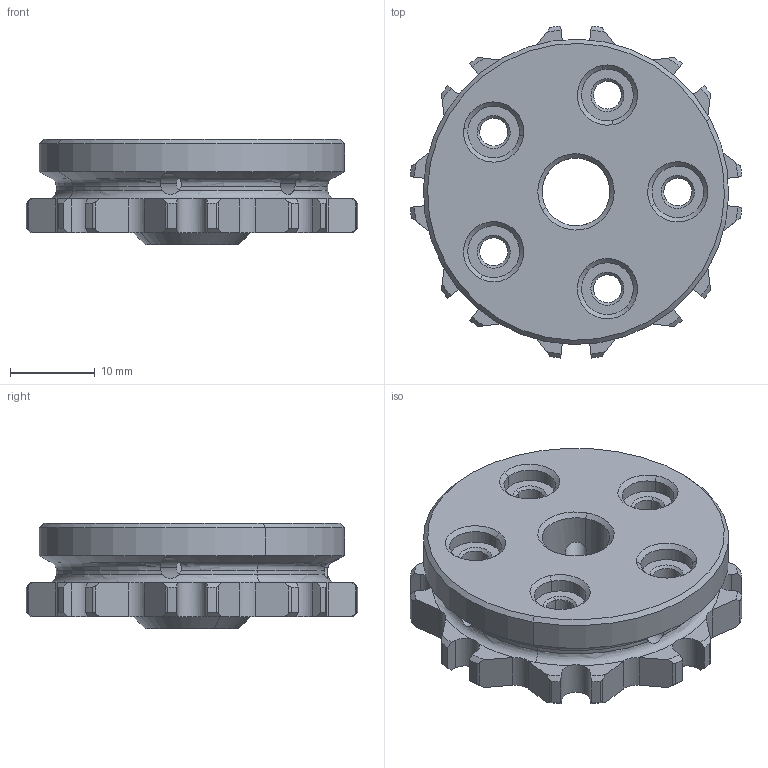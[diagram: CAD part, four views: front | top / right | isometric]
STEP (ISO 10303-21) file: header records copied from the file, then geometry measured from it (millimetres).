
FILE_DESCRIPTION(('CATIA V5 STEP','CAx-IF Rec.Pracs.--- Model Styling and Organization---1.4--- 2014-01-23','CAx-IF Rec.Pracs.--- Geometric and Assembly Validation Properties ---4.2---2014-10-09','CAx-IF Rec.Pracs.---3D Tessellated Data Validation Properties---0.5---2014-09-14'),'2;1');
FILE_NAME('MOYEU_ROUE_FW01.stp','2021-12-22T15:10:29+00:00',('SAFRAN AIRCRAFT ENGINES'),('SAFRAN'),'CATIA Version 5-6 Release 2018 SP4 HF16','CATIA V5 STEP AP242','none');
FILE_SCHEMA(('AP242_MANAGED_MODEL_BASED_3D_ENGINEERING_MIM_LF {1 0 10303 442 1 1 4}'));
Length unit declared in the file: millimetre
Products named in the file (1): MOYEU_ARRIERE_ROUE_FW01
Bounding box: 39.13 x 39.13 x 12.4 mm (x, y, z)
Volume: 9258.6 mm3; surface area: 4782.8 mm2
Topology: 1 solids, 1 shells, 222 faces, 613 edges, 394 vertices
Faces by surface type: cylinder 86, cone 72, plane 56, torus 8
Entity records: 6828 total; most frequent: CARTESIAN_POINT 1864, ORIENTED_EDGE 1226, DIRECTION 683, EDGE_CURVE 613, VERTEX_POINT 394, AXIS2_PLACEMENT_3D 353, EDGE_LOOP 243, CIRCLE 240
